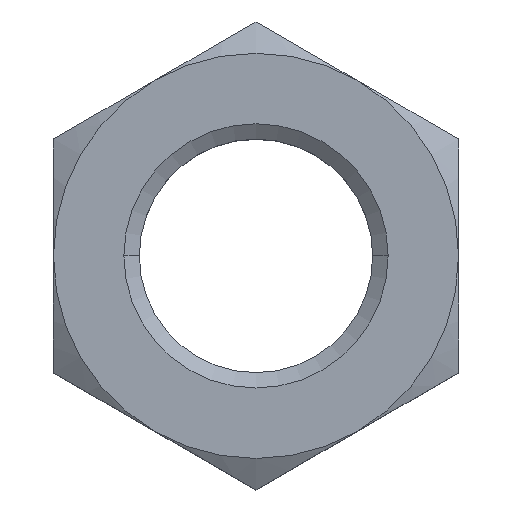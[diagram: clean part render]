
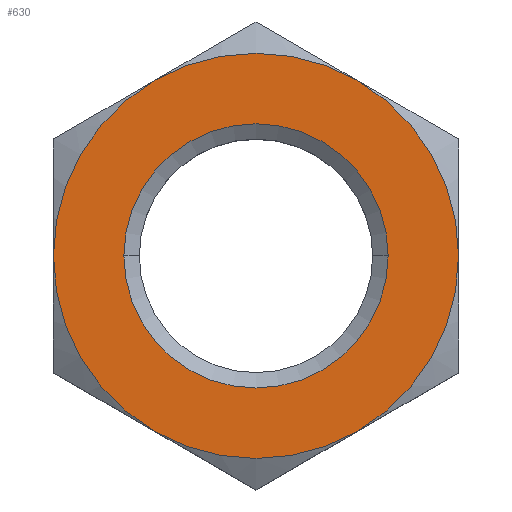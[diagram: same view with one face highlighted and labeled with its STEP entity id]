
A CAD part, top view. The second image highlights one B-rep face of the part: STEP entity #630.
In plain terms, the highlighted planar face has unit normal (0, 0, 1).
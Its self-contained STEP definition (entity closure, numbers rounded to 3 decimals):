
#17 = ORIENTED_EDGE ( 'NONE', *, *, #788, .F. ) ;
#56 = ORIENTED_EDGE ( 'NONE', *, *, #797, .F. ) ;
#60 = EDGE_LOOP ( 'NONE', ( #79, #909 ) ) ;
#79 = ORIENTED_EDGE ( 'NONE', *, *, #804, .F. ) ;
#113 = EDGE_LOOP ( 'NONE', ( #17, #882, #176, #56, #897, #225 ) ) ;
#150 = VERTEX_POINT ( 'NONE', #524 ) ;
#155 = VERTEX_POINT ( 'NONE', #517 ) ;
#170 = VERTEX_POINT ( 'NONE', #502 ) ;
#176 = ORIENTED_EDGE ( 'NONE', *, *, #792, .F. ) ;
#185 = VERTEX_POINT ( 'NONE', #488 ) ;
#203 = VERTEX_POINT ( 'NONE', #501 ) ;
#225 = ORIENTED_EDGE ( 'NONE', *, *, #801, .F. ) ;
#234 = VERTEX_POINT ( 'NONE', #492 ) ;
#251 = VERTEX_POINT ( 'NONE', #408 ) ;
#298 = VERTEX_POINT ( 'NONE', #377 ) ;
#377 = CARTESIAN_POINT ( 'NONE',  ( -15., 0., 0. ) ) ;
#386 = AXIS2_PLACEMENT_3D ( 'NONE', #418, #416, #415 ) ;
#397 = AXIS2_PLACEMENT_3D ( 'NONE', #423, #422, #420 ) ;
#408 = CARTESIAN_POINT ( 'NONE',  ( -11.5, -19.919, 0. ) ) ;
#415 = DIRECTION ( 'NONE',  ( 1., 0., 0. ) ) ;
#416 = DIRECTION ( 'NONE',  ( 0., 0., 1. ) ) ;
#418 = CARTESIAN_POINT ( 'NONE',  ( 0., 0., 0. ) ) ;
#420 = DIRECTION ( 'NONE',  ( -1., 0., 0. ) ) ;
#421 = AXIS2_PLACEMENT_3D ( 'NONE', #439, #438, #432 ) ;
#422 = DIRECTION ( 'NONE',  ( 0., 0., -1. ) ) ;
#423 = CARTESIAN_POINT ( 'NONE',  ( 0., 0., 0. ) ) ;
#424 = AXIS2_PLACEMENT_3D ( 'NONE', #429, #428, #427 ) ;
#427 = DIRECTION ( 'NONE',  ( 1., 0., 0. ) ) ;
#428 = DIRECTION ( 'NONE',  ( 0., 0., 1. ) ) ;
#429 = CARTESIAN_POINT ( 'NONE',  ( 0., 0., 0. ) ) ;
#432 = DIRECTION ( 'NONE',  ( -1., 0., 0. ) ) ;
#438 = DIRECTION ( 'NONE',  ( 0., 0., -1. ) ) ;
#439 = CARTESIAN_POINT ( 'NONE',  ( 0., 0., 0. ) ) ;
#447 = DIRECTION ( 'NONE',  ( -1., 0., 0. ) ) ;
#448 = DIRECTION ( 'NONE',  ( 0., 0., -1. ) ) ;
#449 = CARTESIAN_POINT ( 'NONE',  ( 0., 0., 0. ) ) ;
#453 = DIRECTION ( 'NONE',  ( -1., 0., 0. ) ) ;
#455 = DIRECTION ( 'NONE',  ( 0., 0., -1. ) ) ;
#456 = CARTESIAN_POINT ( 'NONE',  ( 0., 0., 0. ) ) ;
#472 = DIRECTION ( 'NONE',  ( -1., 0., 0. ) ) ;
#473 = DIRECTION ( 'NONE',  ( 0., 0., -1. ) ) ;
#475 = CARTESIAN_POINT ( 'NONE',  ( 0., 0., 0. ) ) ;
#488 = CARTESIAN_POINT ( 'NONE',  ( -11.5, 19.919, 0. ) ) ;
#492 = CARTESIAN_POINT ( 'NONE',  ( 11.5, 19.919, 0. ) ) ;
#494 = CIRCLE ( 'NONE', #421, 23. ) ;
#495 = CIRCLE ( 'NONE', #386, 15. ) ;
#498 = CIRCLE ( 'NONE', #397, 23. ) ;
#501 = CARTESIAN_POINT ( 'NONE',  ( 15., 0., 0. ) ) ;
#502 = CARTESIAN_POINT ( 'NONE',  ( 23., 0., 0. ) ) ;
#505 = CIRCLE ( 'NONE', #551, 23. ) ;
#517 = CARTESIAN_POINT ( 'NONE',  ( 11.5, -19.919, 0. ) ) ;
#518 = CIRCLE ( 'NONE', #424, 23. ) ;
#519 = CIRCLE ( 'NONE', #556, 23. ) ;
#524 = CARTESIAN_POINT ( 'NONE',  ( -23., 0., 0. ) ) ;
#544 = DIRECTION ( 'NONE',  ( 1., 0., 0. ) ) ;
#545 = DIRECTION ( 'NONE',  ( 0., 0., 1. ) ) ;
#546 = CARTESIAN_POINT ( 'NONE',  ( 0., 0., 0. ) ) ;
#551 = AXIS2_PLACEMENT_3D ( 'NONE', #456, #455, #453 ) ;
#556 = AXIS2_PLACEMENT_3D ( 'NONE', #449, #448, #447 ) ;
#572 = AXIS2_PLACEMENT_3D ( 'NONE', #475, #473, #472 ) ;
#582 = CIRCLE ( 'NONE', #572, 23. ) ;
#600 = AXIS2_PLACEMENT_3D ( 'NONE', #546, #545, #544 ) ;
#630 = ADVANCED_FACE ( 'NONE', ( #752, #754 ), #691, .F. ) ;
#644 = AXIS2_PLACEMENT_3D ( 'NONE', #710, #699, #687 ) ;
#679 = CIRCLE ( 'NONE', #600, 15. ) ;
#687 = DIRECTION ( 'NONE',  ( -1., 0., 0. ) ) ;
#691 = PLANE ( 'NONE',  #644 ) ;
#699 = DIRECTION ( 'NONE',  ( 0., 0., -1. ) ) ;
#710 = CARTESIAN_POINT ( 'NONE',  ( 0., 26.558, 0. ) ) ;
#748 = EDGE_CURVE ( 'NONE', #298, #203, #679, .T. ) ;
#752 = FACE_OUTER_BOUND ( 'NONE', #113, .T. ) ;
#754 = FACE_BOUND ( 'NONE', #60, .T. ) ;
#788 = EDGE_CURVE ( 'NONE', #150, #185, #582, .T. ) ;
#791 = EDGE_CURVE ( 'NONE', #251, #150, #505, .T. ) ;
#792 = EDGE_CURVE ( 'NONE', #155, #251, #519, .T. ) ;
#797 = EDGE_CURVE ( 'NONE', #170, #155, #494, .T. ) ;
#800 = EDGE_CURVE ( 'NONE', #170, #234, #518, .T. ) ;
#801 = EDGE_CURVE ( 'NONE', #185, #234, #498, .T. ) ;
#804 = EDGE_CURVE ( 'NONE', #203, #298, #495, .T. ) ;
#882 = ORIENTED_EDGE ( 'NONE', *, *, #791, .F. ) ;
#897 = ORIENTED_EDGE ( 'NONE', *, *, #800, .T. ) ;
#909 = ORIENTED_EDGE ( 'NONE', *, *, #748, .F. ) ;
